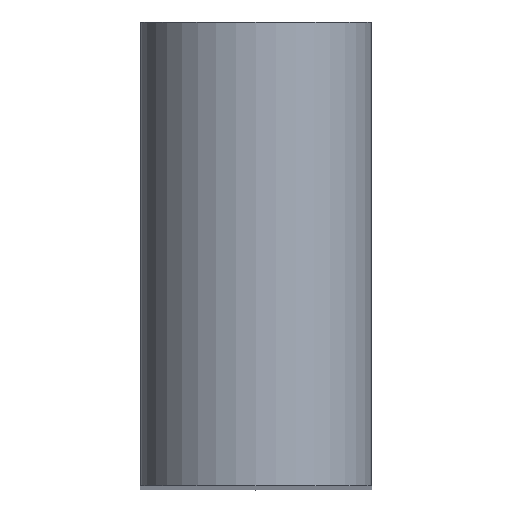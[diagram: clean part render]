
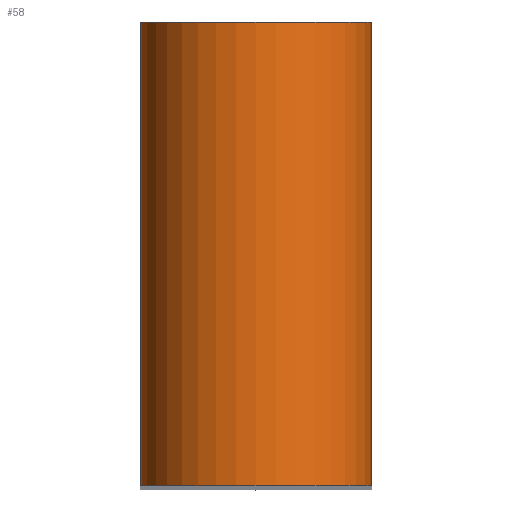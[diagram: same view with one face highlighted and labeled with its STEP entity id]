
A CAD part, top view. The second image highlights one B-rep face of the part: STEP entity #58.
In plain terms, the highlighted cylindrical face has radius 50 mm (diameter 100 mm), a partial arc.
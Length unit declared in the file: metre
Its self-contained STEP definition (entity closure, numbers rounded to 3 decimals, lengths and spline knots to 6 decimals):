
#58 = ADVANCED_FACE( '', ( #118 ), #119, .T. );
#118 = FACE_OUTER_BOUND( '', #169, .T. );
#119 = CYLINDRICAL_SURFACE( '', #170, 0.05 );
#169 = EDGE_LOOP( '', ( #269, #270, #271, #272 ) );
#170 = AXIS2_PLACEMENT_3D( '', #273, #274, #275 );
#269 = ORIENTED_EDGE( '', *, *, #308, .T. );
#270 = ORIENTED_EDGE( '', *, *, #300, .F. );
#271 = ORIENTED_EDGE( '', *, *, #314, .F. );
#272 = ORIENTED_EDGE( '', *, *, #278, .T. );
#273 = CARTESIAN_POINT( '', ( 1., -0.1, 1. ) );
#274 = DIRECTION( '', ( 0., -1., 0. ) );
#275 = DIRECTION( '', ( -1., 0., 0. ) );
#278 = EDGE_CURVE( '', #320, #317, #321, .T. );
#300 = EDGE_CURVE( '', #354, #352, #356, .T. );
#308 = EDGE_CURVE( '', #317, #352, #366, .T. );
#314 = EDGE_CURVE( '', #320, #354, #374, .T. );
#317 = VERTEX_POINT( '', #377 );
#320 = VERTEX_POINT( '', #381 );
#321 = LINE( '', #382, #383 );
#352 = VERTEX_POINT( '', #427 );
#354 = VERTEX_POINT( '', #430 );
#356 = LINE( '', #433, #434 );
#366 = CIRCLE( '', #446, 0.05 );
#374 = CIRCLE( '', #454, 0.05 );
#377 = CARTESIAN_POINT( '', ( 1.05, 0.1, 1. ) );
#381 = CARTESIAN_POINT( '', ( 1.05, -0.1, 1. ) );
#382 = CARTESIAN_POINT( '', ( 1.05, -0.1, 1. ) );
#383 = VECTOR( '', #457, 1. );
#427 = CARTESIAN_POINT( '', ( 0.95, 0.1, 1. ) );
#430 = CARTESIAN_POINT( '', ( 0.95, -0.1, 1. ) );
#433 = CARTESIAN_POINT( '', ( 0.95, -0.1, 1. ) );
#434 = VECTOR( '', #479, 1. );
#446 = AXIS2_PLACEMENT_3D( '', #488, #489, #490 );
#454 = AXIS2_PLACEMENT_3D( '', #497, #498, #499 );
#457 = DIRECTION( '', ( 0., 1., 0. ) );
#479 = DIRECTION( '', ( 0., 1., 0. ) );
#488 = CARTESIAN_POINT( '', ( 1., 0.1, 1. ) );
#489 = DIRECTION( '', ( 0., -1., 0. ) );
#490 = DIRECTION( '', ( 1., 0., 0. ) );
#497 = CARTESIAN_POINT( '', ( 1., -0.1, 1. ) );
#498 = DIRECTION( '', ( 0., -1., 0. ) );
#499 = DIRECTION( '', ( 1., 0., 0. ) );
